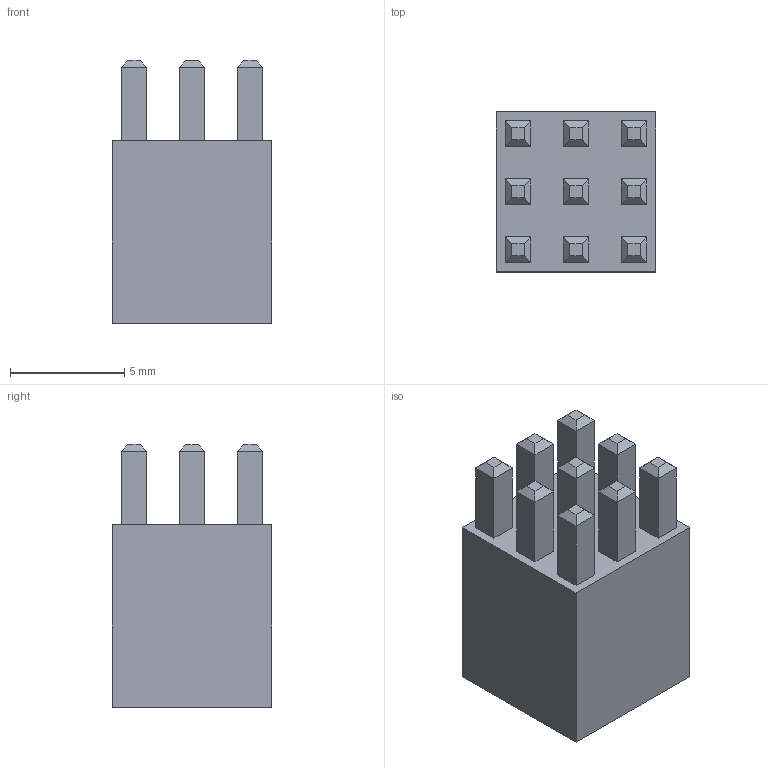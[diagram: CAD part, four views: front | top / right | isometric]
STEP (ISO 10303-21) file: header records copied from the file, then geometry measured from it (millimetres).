
FILE_DESCRIPTION (( 'STEP AP203' ), '1' );
FILE_NAME ('90998-B.STEP', '2013-12-17T15:46:35', ( 'Hajo' ), ( 'Microsoft' ), 'SwSTEP 2.0', 'SolidWorks 2011', '' );
FILE_SCHEMA (( 'CONFIG_CONTROL_DESIGN' ));
Length unit declared in the file: millimetre
Products named in the file (1): 90998-B
Bounding box: 7 x 7 x 11.5 mm (x, y, z)
Volume: 367.5 mm3; surface area: 528.2 mm2
Topology: 1 solids, 1 shells, 93 faces, 206 edges, 123 vertices
Faces by surface type: plane 87, cone 4, cylinder 2
Entity records: 2529 total; most frequent: CARTESIAN_POINT 421, ORIENTED_EDGE 408, DIRECTION 398, EDGE_CURVE 204, LINE 198, VECTOR 198, VERTEX_POINT 123, EDGE_LOOP 103
